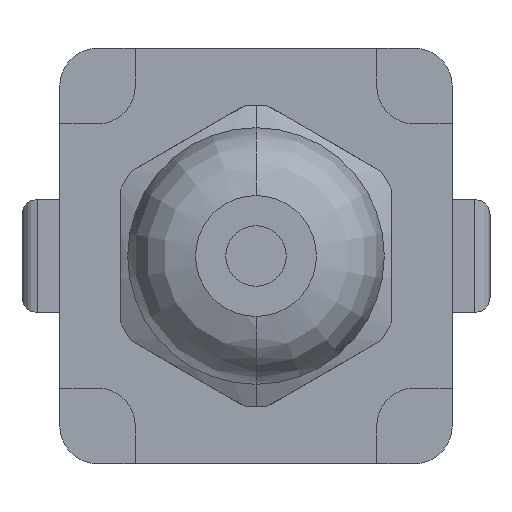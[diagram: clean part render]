
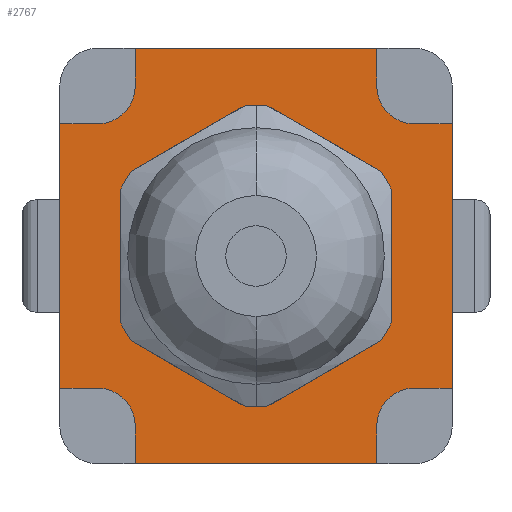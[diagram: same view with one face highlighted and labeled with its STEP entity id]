
A CAD part, front view. The second image highlights one B-rep face of the part: STEP entity #2767.
In plain terms, the highlighted planar face has unit normal (0, -1, 0).
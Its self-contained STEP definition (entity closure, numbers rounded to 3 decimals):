
#635=CARTESIAN_POINT('',(0.,-1162.,-27.5));
#636=DIRECTION('',(0.,1.,0.));
#637=DIRECTION('',(0.,0.,1.));
#638=AXIS2_PLACEMENT_3D('',#635,#636,#637);
#643=CARTESIAN_POINT('',(0.,-1162.,-27.5));
#644=DIRECTION('',(0.,1.,0.));
#645=DIRECTION('',(0.,0.,-1.));
#646=AXIS2_PLACEMENT_3D('',#643,#644,#645);
#651=DIRECTION('',(0.,0.,1.));
#652=VECTOR('',#651,5.);
#653=CARTESIAN_POINT('',(-16.,-1162.,-55.));
#654=LINE('',#653,#652);
#658=CARTESIAN_POINT('',(-21.,-1162.,-50.));
#659=DIRECTION('',(0.,-1.,0.));
#660=DIRECTION('',(1.,0.,0.));
#661=AXIS2_PLACEMENT_3D('',#658,#659,#660);
#666=DIRECTION('',(1.,0.,0.));
#667=VECTOR('',#666,5.);
#668=CARTESIAN_POINT('',(-26.,-1162.,-45.));
#669=LINE('',#668,#667);
#673=DIRECTION('',(0.,0.,1.));
#674=VECTOR('',#673,35.);
#675=CARTESIAN_POINT('',(-26.,-1162.,-45.));
#676=LINE('',#675,#674);
#680=DIRECTION('',(1.,0.,0.));
#681=VECTOR('',#680,5.);
#682=CARTESIAN_POINT('',(-26.,-1162.,-10.));
#683=LINE('',#682,#681);
#687=CARTESIAN_POINT('',(-21.,-1162.,-5.));
#688=DIRECTION('',(0.,-1.,0.));
#689=DIRECTION('',(0.,0.,-1.));
#690=AXIS2_PLACEMENT_3D('',#687,#688,#689);
#695=DIRECTION('',(0.,0.,-1.));
#696=VECTOR('',#695,5.);
#697=CARTESIAN_POINT('',(-16.,-1162.,0.));
#698=LINE('',#697,#696);
#702=DIRECTION('',(1.,0.,0.));
#703=VECTOR('',#702,32.);
#704=CARTESIAN_POINT('',(-16.,-1162.,0.));
#705=LINE('',#704,#703);
#709=DIRECTION('',(0.,0.,-1.));
#710=VECTOR('',#709,5.);
#711=CARTESIAN_POINT('',(16.,-1162.,0.));
#712=LINE('',#711,#710);
#716=CARTESIAN_POINT('',(21.,-1162.,-5.));
#717=DIRECTION('',(0.,-1.,0.));
#718=DIRECTION('',(-1.,0.,0.));
#719=AXIS2_PLACEMENT_3D('',#716,#717,#718);
#724=DIRECTION('',(-1.,0.,0.));
#725=VECTOR('',#724,5.);
#726=CARTESIAN_POINT('',(26.,-1162.,-10.));
#727=LINE('',#726,#725);
#731=DIRECTION('',(0.,0.,-1.));
#732=VECTOR('',#731,35.);
#733=CARTESIAN_POINT('',(26.,-1162.,-10.));
#734=LINE('',#733,#732);
#738=DIRECTION('',(-1.,0.,0.));
#739=VECTOR('',#738,5.);
#740=CARTESIAN_POINT('',(26.,-1162.,-45.));
#741=LINE('',#740,#739);
#745=CARTESIAN_POINT('',(21.,-1162.,-50.));
#746=DIRECTION('',(0.,-1.,0.));
#747=DIRECTION('',(0.,0.,1.));
#748=AXIS2_PLACEMENT_3D('',#745,#746,#747);
#753=DIRECTION('',(0.,0.,1.));
#754=VECTOR('',#753,5.);
#755=CARTESIAN_POINT('',(16.,-1162.,-55.));
#756=LINE('',#755,#754);
#760=DIRECTION('',(-1.,0.,0.));
#761=VECTOR('',#760,32.);
#762=CARTESIAN_POINT('',(16.,-1162.,-55.));
#763=LINE('',#762,#761);
#2027=CARTESIAN_POINT('',(0.,-1162.,-9.5));
#2028=CARTESIAN_POINT('',(0.,-1162.,-45.5));
#2029=VERTEX_POINT('',#2027);
#2030=VERTEX_POINT('',#2028);
#2163=CARTESIAN_POINT('',(-16.,-1162.,-55.));
#2164=CARTESIAN_POINT('',(-16.,-1162.,-50.));
#2165=VERTEX_POINT('',#2163);
#2166=VERTEX_POINT('',#2164);
#2167=CARTESIAN_POINT('',(-21.,-1162.,-45.));
#2168=VERTEX_POINT('',#2167);
#2169=CARTESIAN_POINT('',(-26.,-1162.,-45.));
#2170=VERTEX_POINT('',#2169);
#2183=CARTESIAN_POINT('',(-26.,-1162.,-10.));
#2184=VERTEX_POINT('',#2183);
#2185=CARTESIAN_POINT('',(16.,-1162.,-55.));
#2186=VERTEX_POINT('',#2185);
#2199=CARTESIAN_POINT('',(26.,-1162.,-45.));
#2200=CARTESIAN_POINT('',(21.,-1162.,-45.));
#2201=VERTEX_POINT('',#2199);
#2202=VERTEX_POINT('',#2200);
#2203=CARTESIAN_POINT('',(16.,-1162.,-50.));
#2204=VERTEX_POINT('',#2203);
#2205=CARTESIAN_POINT('',(-21.,-1162.,-10.));
#2206=VERTEX_POINT('',#2205);
#2207=CARTESIAN_POINT('',(-16.,-1162.,-5.));
#2208=VERTEX_POINT('',#2207);
#2209=CARTESIAN_POINT('',(-16.,-1162.,0.));
#2210=VERTEX_POINT('',#2209);
#2211=CARTESIAN_POINT('',(16.,-1162.,0.));
#2212=CARTESIAN_POINT('',(16.,-1162.,-5.));
#2213=VERTEX_POINT('',#2211);
#2214=VERTEX_POINT('',#2212);
#2215=CARTESIAN_POINT('',(21.,-1162.,-10.));
#2216=VERTEX_POINT('',#2215);
#2217=CARTESIAN_POINT('',(26.,-1162.,-10.));
#2218=VERTEX_POINT('',#2217);
#2726=CARTESIAN_POINT('',(0.,-1162.,0.));
#2727=DIRECTION('',(0.,1.,0.));
#2728=DIRECTION('',(1.,0.,0.));
#2729=AXIS2_PLACEMENT_3D('',#2726,#2727,#2728);
#2730=PLANE('',#2729);
#2732=ORIENTED_EDGE('',*,*,#2731,.T.);
#2734=ORIENTED_EDGE('',*,*,#2733,.T.);
#2736=ORIENTED_EDGE('',*,*,#2735,.F.);
#2737=ORIENTED_EDGE('',*,*,#2563,.T.);
#2739=ORIENTED_EDGE('',*,*,#2738,.T.);
#2741=ORIENTED_EDGE('',*,*,#2740,.T.);
#2743=ORIENTED_EDGE('',*,*,#2742,.F.);
#2744=ORIENTED_EDGE('',*,*,#2693,.T.);
#2745=ORIENTED_EDGE('',*,*,#2717,.T.);
#2747=ORIENTED_EDGE('',*,*,#2746,.T.);
#2749=ORIENTED_EDGE('',*,*,#2748,.F.);
#2750=ORIENTED_EDGE('',*,*,#2421,.T.);
#2752=ORIENTED_EDGE('',*,*,#2751,.T.);
#2754=ORIENTED_EDGE('',*,*,#2753,.T.);
#2756=ORIENTED_EDGE('',*,*,#2755,.F.);
#2758=ORIENTED_EDGE('',*,*,#2757,.T.);
#2759=EDGE_LOOP('',(#2732,#2734,#2736,#2737,#2739,#2741,#2743,#2744,#2745,#2747,
#2749,#2750,#2752,#2754,#2756,#2758));
#2760=FACE_OUTER_BOUND('',#2759,.F.);
#2762=ORIENTED_EDGE('',*,*,#2761,.F.);
#2764=ORIENTED_EDGE('',*,*,#2763,.F.);
#2765=EDGE_LOOP('',(#2762,#2764));
#2766=FACE_BOUND('',#2765,.F.);
#2767=ADVANCED_FACE('',(#2760,#2766),#2730,.F.);
#639=CIRCLE('',#638,18.);
#647=CIRCLE('',#646,18.);
#662=CIRCLE('',#661,5.);
#691=CIRCLE('',#690,5.);
#720=CIRCLE('',#719,5.);
#749=CIRCLE('',#748,5.);
#2421=EDGE_CURVE('',#2218,#2201,#734,.T.);
#2563=EDGE_CURVE('',#2170,#2184,#676,.T.);
#2693=EDGE_CURVE('',#2210,#2213,#705,.T.);
#2717=EDGE_CURVE('',#2213,#2214,#712,.T.);
#2731=EDGE_CURVE('',#2165,#2166,#654,.T.);
#2733=EDGE_CURVE('',#2166,#2168,#662,.T.);
#2735=EDGE_CURVE('',#2170,#2168,#669,.T.);
#2738=EDGE_CURVE('',#2184,#2206,#683,.T.);
#2740=EDGE_CURVE('',#2206,#2208,#691,.T.);
#2742=EDGE_CURVE('',#2210,#2208,#698,.T.);
#2746=EDGE_CURVE('',#2214,#2216,#720,.T.);
#2748=EDGE_CURVE('',#2218,#2216,#727,.T.);
#2751=EDGE_CURVE('',#2201,#2202,#741,.T.);
#2753=EDGE_CURVE('',#2202,#2204,#749,.T.);
#2755=EDGE_CURVE('',#2186,#2204,#756,.T.);
#2757=EDGE_CURVE('',#2186,#2165,#763,.T.);
#2761=EDGE_CURVE('',#2029,#2030,#639,.T.);
#2763=EDGE_CURVE('',#2030,#2029,#647,.T.);
